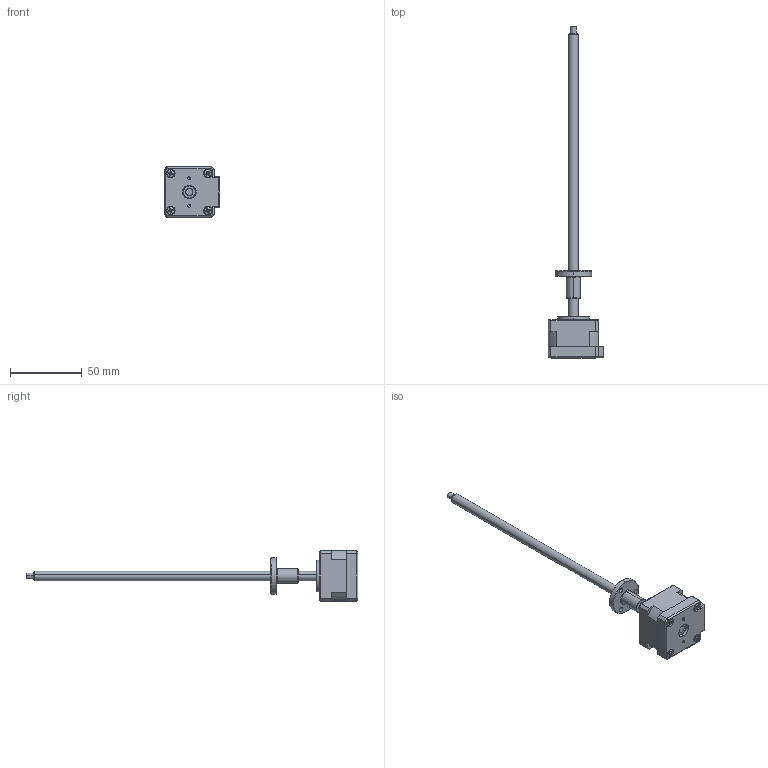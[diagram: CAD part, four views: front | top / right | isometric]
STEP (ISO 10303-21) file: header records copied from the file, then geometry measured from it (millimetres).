
FILE_DESCRIPTION (( 'STEP AP203' ), '1' );
FILE_NAME ('LE141S-T6503-200-AR1-S-100.STEP', '2018-08-10T07:25:09', ( '' ), ( '' ), 'SwSTEP 2.0', 'SolidWorks 2014', '' );
FILE_SCHEMA (( 'CONFIG_CONTROL_DESIGN' ));
Length unit declared in the file: millimetre
Products named in the file (1): LE141S-T6503-200-AR1-S-100
Bounding box: 38.7 x 231.75 x 35 mm (x, y, z)
Surface area: 13797.4 mm2 (no closed solid volume)
Topology: 0 solids, 24 shells, 263 faces, 811 edges, 548 vertices
Faces by surface type: cylinder 98, plane 85, cone 58, torus 14, sphere 8
Entity records: 9445 total; most frequent: CARTESIAN_POINT 2202, DIRECTION 1556, ORIENTED_EDGE 1341, EDGE_CURVE 807, AXIS2_PLACEMENT_3D 596, VERTEX_POINT 548, VECTOR 364, LINE 364
